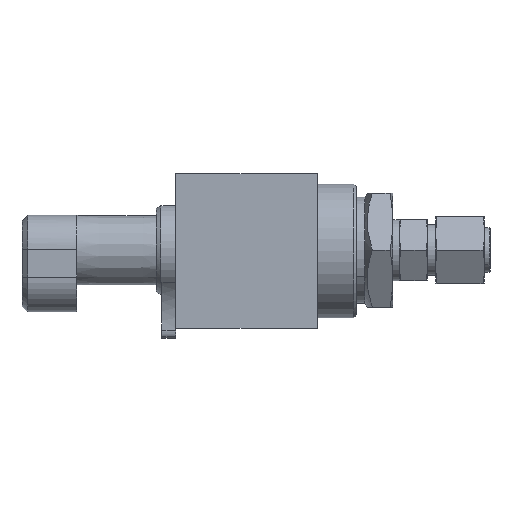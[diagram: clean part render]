
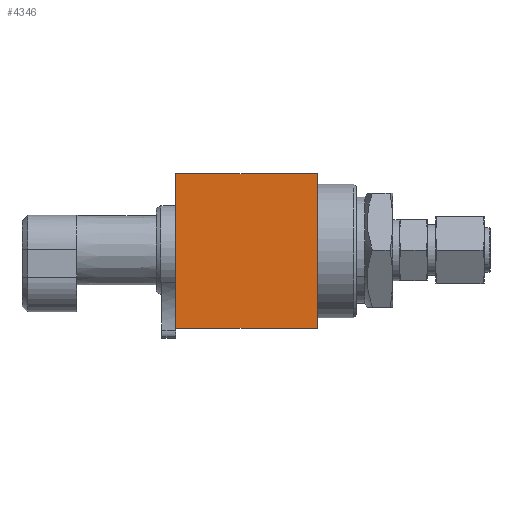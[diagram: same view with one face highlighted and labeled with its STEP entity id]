
A CAD part, left-side view. The second image highlights one B-rep face of the part: STEP entity #4346.
In plain terms, the highlighted planar face has unit normal (-1, 0, 0).
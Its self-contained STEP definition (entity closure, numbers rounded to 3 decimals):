
#1124 = FACE_OUTER_BOUND ( 'NONE', #6727, .T. ) ;
#1142 = EDGE_CURVE ( 'NONE', #2528, #1782, #8079, .T. ) ;
#1429 = DIRECTION ( 'NONE',  ( 0., 0., 1. ) ) ;
#1738 = DIRECTION ( 'NONE',  ( 0., 0., 1. ) ) ;
#1782 = VERTEX_POINT ( 'NONE', #7419 ) ;
#1814 = CARTESIAN_POINT ( 'NONE',  ( 0., 0., -55.5 ) ) ;
#2025 = DIRECTION ( 'NONE',  ( -1., 0., 0. ) ) ;
#2066 = CARTESIAN_POINT ( 'NONE',  ( 0., 0., -55.5 ) ) ;
#2067 = VERTEX_POINT ( 'NONE', #3480 ) ;
#2192 = DIRECTION ( 'NONE',  ( 0., 0., 1. ) ) ;
#2369 = PLANE ( 'NONE',  #6578 ) ;
#2398 = CARTESIAN_POINT ( 'NONE',  ( 0., 0., 0. ) ) ;
#2528 = VERTEX_POINT ( 'NONE', #8599 ) ;
#3367 = EDGE_CURVE ( 'NONE', #6691, #2528, #6281, .T. ) ;
#3480 = CARTESIAN_POINT ( 'NONE',  ( 0., 51., 0. ) ) ;
#4346 = ADVANCED_FACE ( 'NONE', ( #1124 ), #2369, .T. ) ;
#4377 = ORIENTED_EDGE ( 'NONE', *, *, #1142, .T. ) ;
#4714 = EDGE_CURVE ( 'NONE', #6691, #2067, #9343, .T. ) ;
#5552 = DIRECTION ( 'NONE',  ( 0., -1., 0. ) ) ;
#5845 = VECTOR ( 'NONE', #1738, 1000. ) ;
#5898 = ORIENTED_EDGE ( 'NONE', *, *, #3367, .T. ) ;
#6281 = LINE ( 'NONE', #8754, #10113 ) ;
#6578 = AXIS2_PLACEMENT_3D ( 'NONE', #2066, #2025, #1429 ) ;
#6623 = ORIENTED_EDGE ( 'NONE', *, *, #7350, .F. ) ;
#6691 = VERTEX_POINT ( 'NONE', #9923 ) ;
#6727 = EDGE_LOOP ( 'NONE', ( #6623, #9786, #5898, #4377 ) ) ;
#6757 = VECTOR ( 'NONE', #5552, 1000. ) ;
#7350 = EDGE_CURVE ( 'NONE', #2067, #1782, #8291, .T. ) ;
#7419 = CARTESIAN_POINT ( 'NONE',  ( 0., 0., 0. ) ) ;
#7640 = CARTESIAN_POINT ( 'NONE',  ( 0., 51., -55.5 ) ) ;
#8079 = LINE ( 'NONE', #1814, #5845 ) ;
#8291 = LINE ( 'NONE', #2398, #6757 ) ;
#8599 = CARTESIAN_POINT ( 'NONE',  ( 0., 0., -55.5 ) ) ;
#8754 = CARTESIAN_POINT ( 'NONE',  ( 0., 0., -55.5 ) ) ;
#8789 = DIRECTION ( 'NONE',  ( 0., -1., 0. ) ) ;
#9099 = VECTOR ( 'NONE', #2192, 1000. ) ;
#9343 = LINE ( 'NONE', #7640, #9099 ) ;
#9786 = ORIENTED_EDGE ( 'NONE', *, *, #4714, .F. ) ;
#9923 = CARTESIAN_POINT ( 'NONE',  ( 0., 51., -55.5 ) ) ;
#10113 = VECTOR ( 'NONE', #8789, 1000. ) ;
